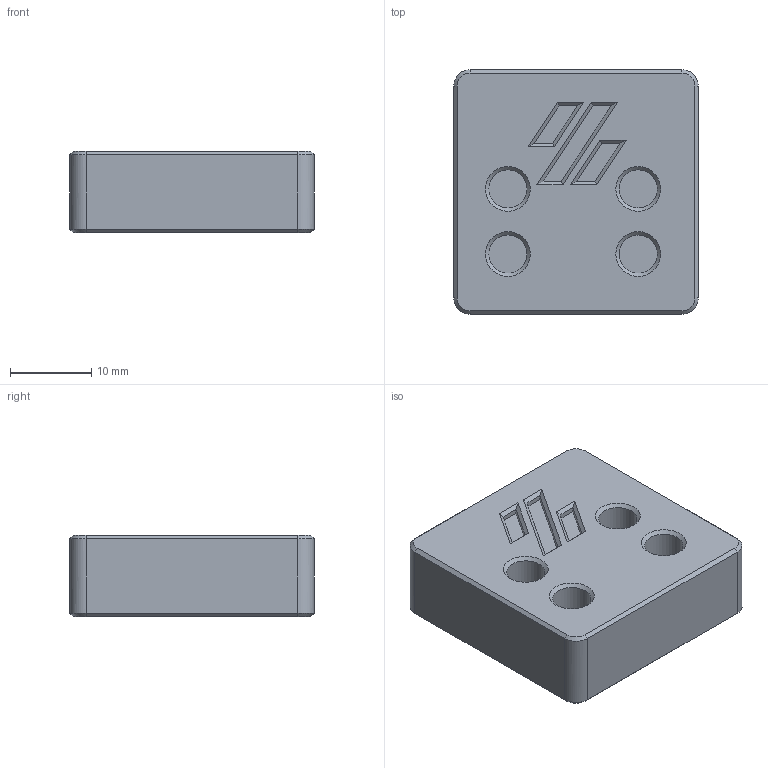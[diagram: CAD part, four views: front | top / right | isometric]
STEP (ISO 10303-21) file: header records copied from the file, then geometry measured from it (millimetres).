
FILE_DESCRIPTION(/* description */ (''),/* implementation_level */ '2;1');
FILE_NAME(/* name */ 'Heatset_Practice.step',/* time_stamp */ '2023-02-04T07:46:49-08:00',/* author */ (''),/* organization */ (''),/* preprocessor_version */ 'ST-DEVELOPER v19.2',/* originating_system */ 'Autodesk Translation Framework v11.17.0.187',/* authorisation */ '');
FILE_SCHEMA (('AUTOMOTIVE_DESIGN { 1 0 10303 214 3 1 1 }'));
Length unit declared in the file: millimetre
Products named in the file (1): (Unsaved)
Bounding box: 30 x 30 x 10 mm (x, y, z)
Volume: 8284.3 mm3; surface area: 3443.3 mm2
Topology: 1 solids, 1 shells, 74 faces, 158 edges, 96 vertices
Faces by surface type: plane 48, cone 15, cylinder 11
Full cylindrical faces by diameter (mm): 4.7 x7
Entity records: 2112 total; most frequent: CARTESIAN_POINT 476, DIRECTION 332, ORIENTED_EDGE 316, EDGE_CURVE 158, LINE 114, VECTOR 114, AXIS2_PLACEMENT_3D 109, VERTEX_POINT 96
